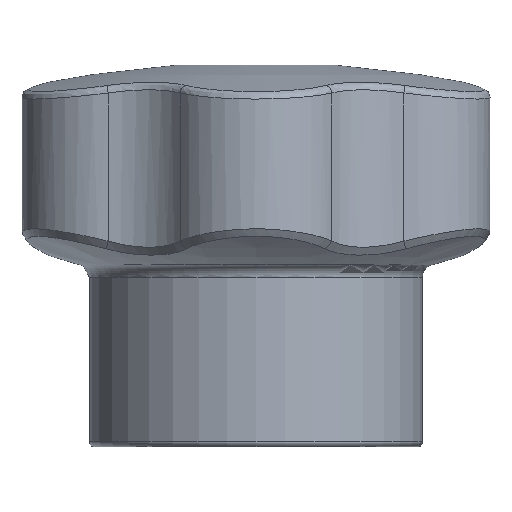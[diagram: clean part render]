
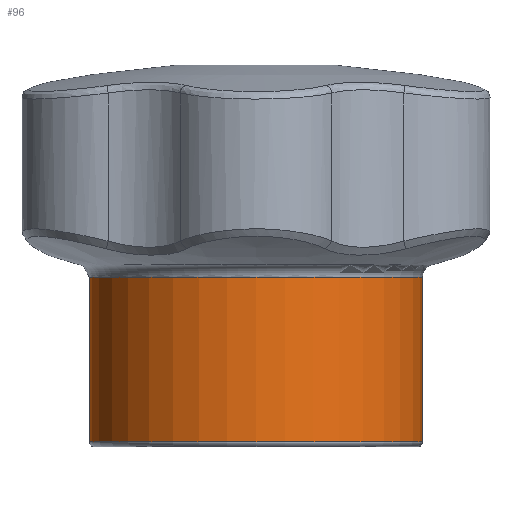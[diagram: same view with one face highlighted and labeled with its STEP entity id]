
A CAD part, front view. The second image highlights one B-rep face of the part: STEP entity #96.
In plain terms, the highlighted cylindrical face has radius 6.5 mm (diameter 13 mm), a full revolution.
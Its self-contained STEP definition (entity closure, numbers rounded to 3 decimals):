
#96 = ADVANCED_FACE( '', ( #231, #232 ), #233, .T. );
#231 = FACE_OUTER_BOUND( '', #538, .T. );
#232 = FACE_OUTER_BOUND( '', #539, .T. );
#233 = CYLINDRICAL_SURFACE( '', #540, 6.5 );
#538 = EDGE_LOOP( '', ( #2476 ) );
#539 = EDGE_LOOP( '', ( #2477 ) );
#540 = AXIS2_PLACEMENT_3D( '', #2478, #2479, #2480 );
#2476 = ORIENTED_EDGE( '', *, *, #2789, .T. );
#2477 = ORIENTED_EDGE( '', *, *, #2790, .T. );
#2478 = CARTESIAN_POINT( '', ( 0., 0., 15. ) );
#2479 = DIRECTION( '', ( 0., 0., -1. ) );
#2480 = DIRECTION( '', ( 1., 0., 0. ) );
#2789 = EDGE_CURVE( '', #2968, #2968, #2969, .F. );
#2790 = EDGE_CURVE( '', #2970, #2970, #2971, .T. );
#2968 = VERTEX_POINT( '', #3503 );
#2969 = CIRCLE( '', #3504, 6.5 );
#2970 = VERTEX_POINT( '', #3505 );
#2971 = CIRCLE( '', #3506, 6.5 );
#3503 = CARTESIAN_POINT( '', ( 6.5, 0., 6.609 ) );
#3504 = AXIS2_PLACEMENT_3D( '', #4944, #4945, #4946 );
#3505 = CARTESIAN_POINT( '', ( 6.5, 0., 0.2 ) );
#3506 = AXIS2_PLACEMENT_3D( '', #4947, #4948, #4949 );
#4944 = CARTESIAN_POINT( '', ( 0., 0., 6.609 ) );
#4945 = DIRECTION( '', ( 0., 0., 1. ) );
#4946 = DIRECTION( '', ( 1., 0., 0. ) );
#4947 = CARTESIAN_POINT( '', ( 0., 0., 0.2 ) );
#4948 = DIRECTION( '', ( 0., 0., 1. ) );
#4949 = DIRECTION( '', ( 1., 0., 0. ) );
